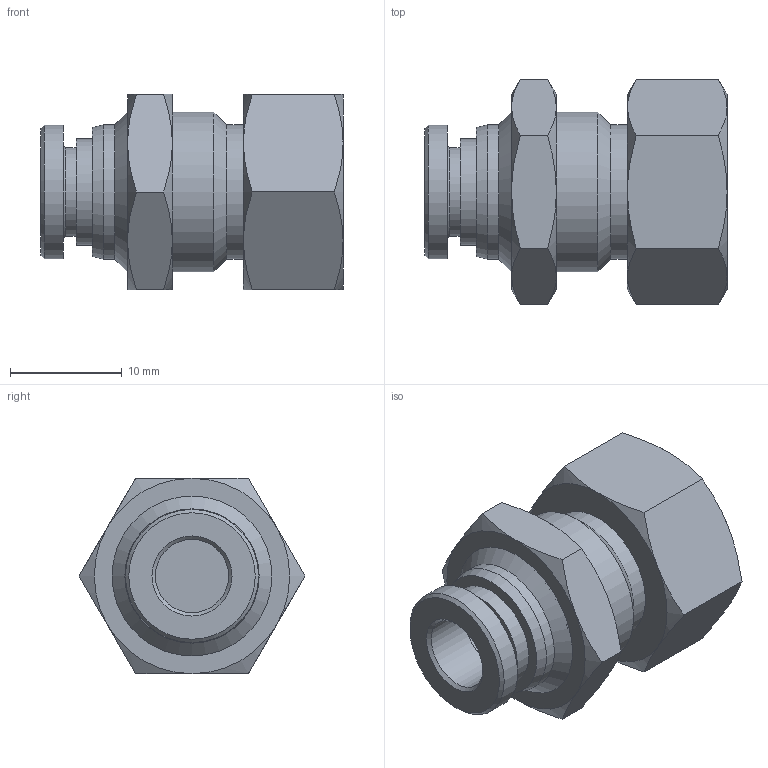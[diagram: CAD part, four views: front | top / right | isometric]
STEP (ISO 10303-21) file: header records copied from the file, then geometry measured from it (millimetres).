
FILE_DESCRIPTION((''),'2;1');
FILE_NAME('PMF 1_4-N01U.stp','2016-10-17T13:59:22',('Administrator'),(''),'Autodesk Inventor 2013','Autodesk Inventor 2013','');
FILE_SCHEMA(('CONFIG_CONTROL_DESIGN'));
Length unit declared in the file: millimetre
Products named in the file (4): PMF 1_4-N01U; NMF 1_4-NPT1_8 BODY; NMM N1_4-UNF9_16 NUT; SLEEVE N1_4R-C
Assembly tree (3 placements, depth 2):
  PMF 1_4-N01U
    NMF 1_4-NPT1_8 BODY
    NMM N1_4-UNF9_16 NUT
    SLEEVE N1_4R-C
Bounding box: 27 x 20.16 x 17.46 mm (x, y, z)
Volume: 4219.8 mm3; surface area: 3114.3 mm2
Topology: 3 solids, 3 shells, 66 faces, 131 edges, 76 vertices
Faces by surface type: cone 34, plane 23, cylinder 9
Full cylindrical faces by diameter (mm): 6.55 x2, 7.9 x1, 9.5 x1, 11.9 x1, 12 x2, 12.76 x1, 14.29 x1
Entity records: 1642 total; most frequent: CARTESIAN_POINT 355, DIRECTION 260, ORIENTED_EDGE 222, AXIS2_PLACEMENT_3D 124, EDGE_CURVE 111, EDGE_LOOP 94, VERTEX_POINT 75, FACE_OUTER_BOUND 66
